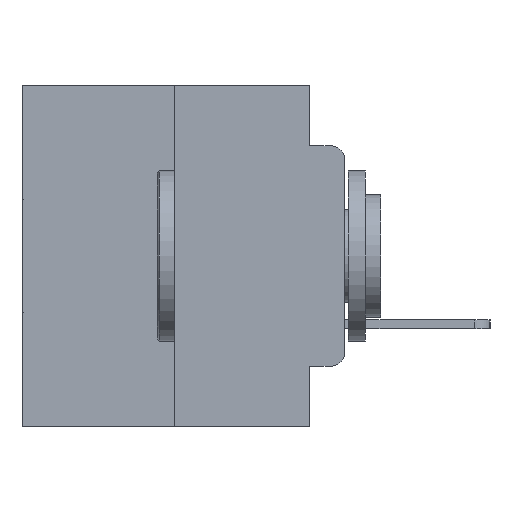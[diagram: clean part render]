
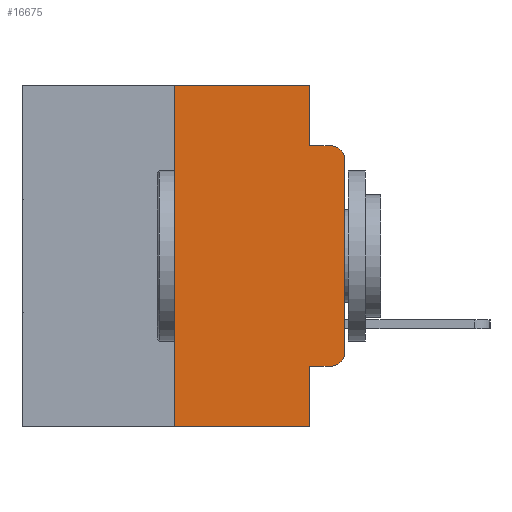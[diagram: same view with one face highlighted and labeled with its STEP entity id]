
A CAD part, left-side view. The second image highlights one B-rep face of the part: STEP entity #16675.
In plain terms, the highlighted planar face has unit normal (-1, 0, 0).
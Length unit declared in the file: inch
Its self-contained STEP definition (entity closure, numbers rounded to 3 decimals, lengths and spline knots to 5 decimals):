
#202 = DIRECTION ( 'NONE',  ( 0., -1., 0. ) ) ;
#615 = LINE ( 'NONE', #22748, #21935 ) ;
#856 = LINE ( 'NONE', #22163, #11190 ) ;
#912 = CARTESIAN_POINT ( 'NONE',  ( 0., 0.051, 0. ) ) ;
#1306 = VERTEX_POINT ( 'NONE', #8558 ) ;
#2106 = CARTESIAN_POINT ( 'NONE',  ( 0., 0.25, 0. ) ) ;
#2112 = FACE_OUTER_BOUND ( 'NONE', #8940, .T. ) ;
#2319 = EDGE_CURVE ( 'NONE', #20023, #1306, #4947, .T. ) ;
#2411 = CARTESIAN_POINT ( 'NONE',  ( 0., 0.473, 0. ) ) ;
#2939 = CIRCLE ( 'NONE', #16806, 0.02 ) ;
#2991 = DIRECTION ( 'NONE',  ( 0., 0., -1. ) ) ;
#3410 = CARTESIAN_POINT ( 'NONE',  ( 0., 0., -0.1085 ) ) ;
#3604 = DIRECTION ( 'NONE',  ( 0., 0., 1. ) ) ;
#4168 = EDGE_CURVE ( 'NONE', #16969, #25311, #17901, .T. ) ;
#4947 = CIRCLE ( 'NONE', #6525, 0.02 ) ;
#5292 = EDGE_CURVE ( 'NONE', #15207, #20023, #14594, .T. ) ;
#5563 = ORIENTED_EDGE ( 'NONE', *, *, #5292, .T. ) ;
#6525 = AXIS2_PLACEMENT_3D ( 'NONE', #16081, #16533, #16488 ) ;
#6731 = ORIENTED_EDGE ( 'NONE', *, *, #18859, .F. ) ;
#6790 = EDGE_CURVE ( 'NONE', #15207, #25311, #856, .T. ) ;
#7025 = VERTEX_POINT ( 'NONE', #25051 ) ;
#7193 = LINE ( 'NONE', #2411, #12297 ) ;
#7297 = CARTESIAN_POINT ( 'NONE',  ( 0., 0.473, -0.5 ) ) ;
#7447 = DIRECTION ( 'NONE',  ( 0., 0., 1. ) ) ;
#7614 = CARTESIAN_POINT ( 'NONE',  ( 0., 0.02, -0.0885 ) ) ;
#7876 = ORIENTED_EDGE ( 'NONE', *, *, #8253, .F. ) ;
#7913 = ORIENTED_EDGE ( 'NONE', *, *, #12636, .F. ) ;
#8157 = CARTESIAN_POINT ( 'NONE',  ( 0., 0.051, -0.0885 ) ) ;
#8205 = CARTESIAN_POINT ( 'NONE',  ( 0., 0.25, -0.5 ) ) ;
#8252 = CARTESIAN_POINT ( 'NONE',  ( 0., 0.051, -0.4115 ) ) ;
#8253 = EDGE_CURVE ( 'NONE', #16969, #23674, #13833, .T. ) ;
#8369 = ORIENTED_EDGE ( 'NONE', *, *, #2319, .T. ) ;
#8558 = CARTESIAN_POINT ( 'NONE',  ( 0., 0., -0.3915 ) ) ;
#8777 = VECTOR ( 'NONE', #3604, 39.37008 ) ;
#8913 = VECTOR ( 'NONE', #13030, 39.37008 ) ;
#8940 = EDGE_LOOP ( 'NONE', ( #11645, #11407, #7913, #13230, #6731, #7876, #27275, #12487, #5563, #8369 ) ) ;
#9188 = DIRECTION ( 'NONE',  ( 1., 0., 0. ) ) ;
#9633 = CARTESIAN_POINT ( 'NONE',  ( 0., 0., 0. ) ) ;
#9698 = LINE ( 'NONE', #9633, #20150 ) ;
#9997 = VERTEX_POINT ( 'NONE', #7614 ) ;
#10385 = DIRECTION ( 'NONE',  ( 0., -1., 0. ) ) ;
#10605 = CARTESIAN_POINT ( 'NONE',  ( 0., 0.02, -0.1085 ) ) ;
#10778 = CARTESIAN_POINT ( 'NONE',  ( 0., 0.051, -0.5 ) ) ;
#11047 = CARTESIAN_POINT ( 'NONE',  ( 0., 0.051, -0.4115 ) ) ;
#11168 = EDGE_CURVE ( 'NONE', #7025, #15162, #15022, .T. ) ;
#11190 = VECTOR ( 'NONE', #2991, 39.37008 ) ;
#11407 = ORIENTED_EDGE ( 'NONE', *, *, #14038, .T. ) ;
#11645 = ORIENTED_EDGE ( 'NONE', *, *, #16850, .T. ) ;
#12297 = VECTOR ( 'NONE', #202, 39.37008 ) ;
#12487 = ORIENTED_EDGE ( 'NONE', *, *, #6790, .F. ) ;
#12636 = EDGE_CURVE ( 'NONE', #15162, #9997, #615, .T. ) ;
#12769 = DIRECTION ( 'NONE',  ( 0., 0., -1. ) ) ;
#13030 = DIRECTION ( 'NONE',  ( 0., -1., 0. ) ) ;
#13230 = ORIENTED_EDGE ( 'NONE', *, *, #11168, .F. ) ;
#13259 = CARTESIAN_POINT ( 'NONE',  ( 0., 0.02, -0.4115 ) ) ;
#13288 = VERTEX_POINT ( 'NONE', #3410 ) ;
#13441 = CARTESIAN_POINT ( 'NONE',  ( 0., 0.473, 0. ) ) ;
#13833 = LINE ( 'NONE', #26512, #8777 ) ;
#14021 = DIRECTION ( 'NONE',  ( 0., 0., -1. ) ) ;
#14038 = EDGE_CURVE ( 'NONE', #13288, #9997, #2939, .T. ) ;
#14594 = LINE ( 'NONE', #11047, #8913 ) ;
#15022 = LINE ( 'NONE', #912, #25155 ) ;
#15162 = VERTEX_POINT ( 'NONE', #8157 ) ;
#15207 = VERTEX_POINT ( 'NONE', #8252 ) ;
#16081 = CARTESIAN_POINT ( 'NONE',  ( 0., 0.02, -0.3915 ) ) ;
#16488 = DIRECTION ( 'NONE',  ( 0., 0., -1. ) ) ;
#16533 = DIRECTION ( 'NONE',  ( -1., 0., 0. ) ) ;
#16675 = ADVANCED_FACE ( 'NONE', ( #2112 ), #17608, .F. ) ;
#16806 = AXIS2_PLACEMENT_3D ( 'NONE', #10605, #24962, #12769 ) ;
#16850 = EDGE_CURVE ( 'NONE', #1306, #13288, #9698, .T. ) ;
#16969 = VERTEX_POINT ( 'NONE', #8205 ) ;
#17608 = PLANE ( 'NONE',  #25819 ) ;
#17901 = LINE ( 'NONE', #7297, #23886 ) ;
#18859 = EDGE_CURVE ( 'NONE', #23674, #7025, #7193, .T. ) ;
#20023 = VERTEX_POINT ( 'NONE', #13259 ) ;
#20150 = VECTOR ( 'NONE', #7447, 39.37008 ) ;
#21935 = VECTOR ( 'NONE', #10385, 39.37008 ) ;
#21936 = DIRECTION ( 'NONE',  ( 0., -1., 0. ) ) ;
#22163 = CARTESIAN_POINT ( 'NONE',  ( 0., 0.051, 0. ) ) ;
#22748 = CARTESIAN_POINT ( 'NONE',  ( 0., 0.051, -0.0885 ) ) ;
#23674 = VERTEX_POINT ( 'NONE', #2106 ) ;
#23676 = DIRECTION ( 'NONE',  ( 0., 0., -1. ) ) ;
#23886 = VECTOR ( 'NONE', #21936, 39.37008 ) ;
#24962 = DIRECTION ( 'NONE',  ( -1., 0., 0. ) ) ;
#25051 = CARTESIAN_POINT ( 'NONE',  ( 0., 0.051, 0. ) ) ;
#25155 = VECTOR ( 'NONE', #14021, 39.37008 ) ;
#25311 = VERTEX_POINT ( 'NONE', #10778 ) ;
#25819 = AXIS2_PLACEMENT_3D ( 'NONE', #13441, #9188, #23676 ) ;
#26512 = CARTESIAN_POINT ( 'NONE',  ( 0., 0.25, 0. ) ) ;
#27275 = ORIENTED_EDGE ( 'NONE', *, *, #4168, .T. ) ;
